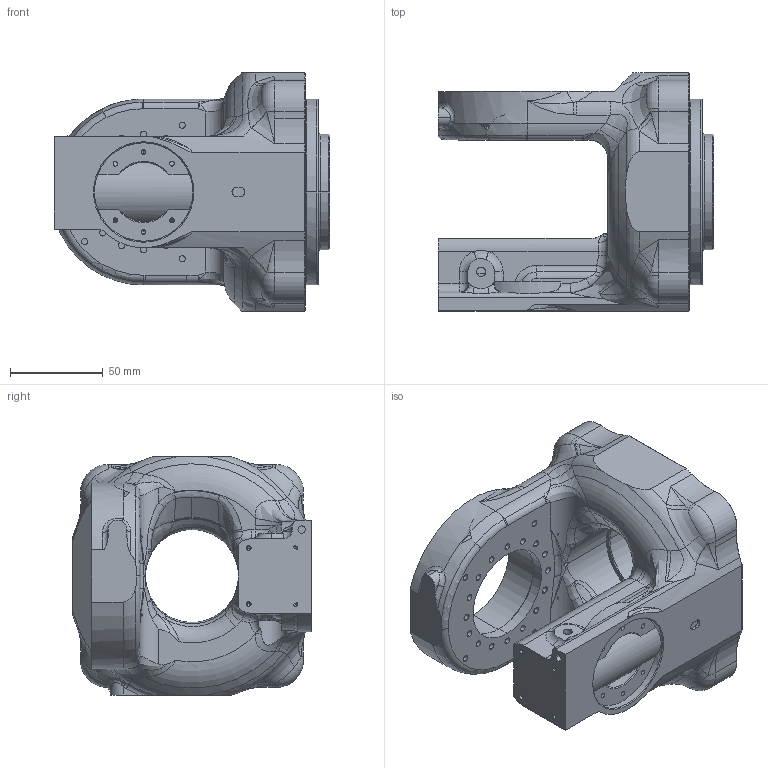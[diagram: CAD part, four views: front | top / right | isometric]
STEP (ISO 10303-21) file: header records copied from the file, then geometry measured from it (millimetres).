
FILE_DESCRIPTION (( 'STEP AP203' ), '1' );
FILE_NAME ('CR1806 腕部组件_默认_sldprt.STEP', '2020-01-18T15:02:10', ( '' ), ( '' ), 'SwSTEP 2.0', 'SolidWorks 2016', '' );
FILE_SCHEMA (( 'CONFIG_CONTROL_DESIGN' ));
Length unit declared in the file: millimetre
Products named in the file (1): CR1806 腕部组件_默认_sldprt
Bounding box: 148 x 128 x 128 mm (x, y, z)
Volume: 728700.7 mm3; surface area: 150713.5 mm2
Topology: 2 solids, 3 shells, 780 faces, 1909 edges, 1156 vertices
Faces by surface type: cylinder 309, cone 148, bspline 135, plane 117, torus 58, sphere 13
Entity records: 35371 total; most frequent: CARTESIAN_POINT 18209, ORIENTED_EDGE 3722, DIRECTION 3366, EDGE_CURVE 1861, AXIS2_PLACEMENT_3D 1403, VERTEX_POINT 1156, EDGE_LOOP 873, ADVANCED_FACE 780
